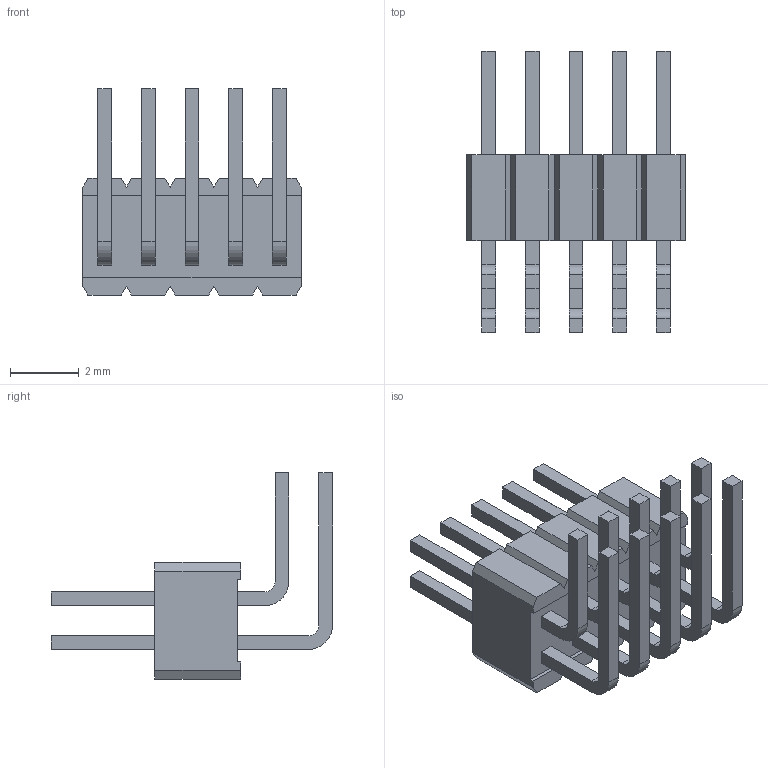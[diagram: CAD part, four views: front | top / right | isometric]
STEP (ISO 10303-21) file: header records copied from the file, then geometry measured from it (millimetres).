
FILE_DESCRIPTION((''),'2;1');
FILE_SCHEMA(('CONFIG_CONTROL_DESIGN'));
Length unit declared in the file: millimetre
Products named in the file (1): 20021112-00010XXLFC
Bounding box: 6.35 x 8.17 x 6 mm (x, y, z)
Volume: 65.9 mm3; surface area: 241.2 mm2
Topology: 1 solids, 1 shells, 178 faces, 468 edges, 312 vertices
Faces by surface type: plane 158, cylinder 20
Entity records: 5450 total; most frequent: CARTESIAN_POINT 958, ORIENTED_EDGE 936, DIRECTION 864, EDGE_CURVE 468, VECTOR 428, LINE 428, VERTEX_POINT 312, AXIS2_PLACEMENT_3D 218
